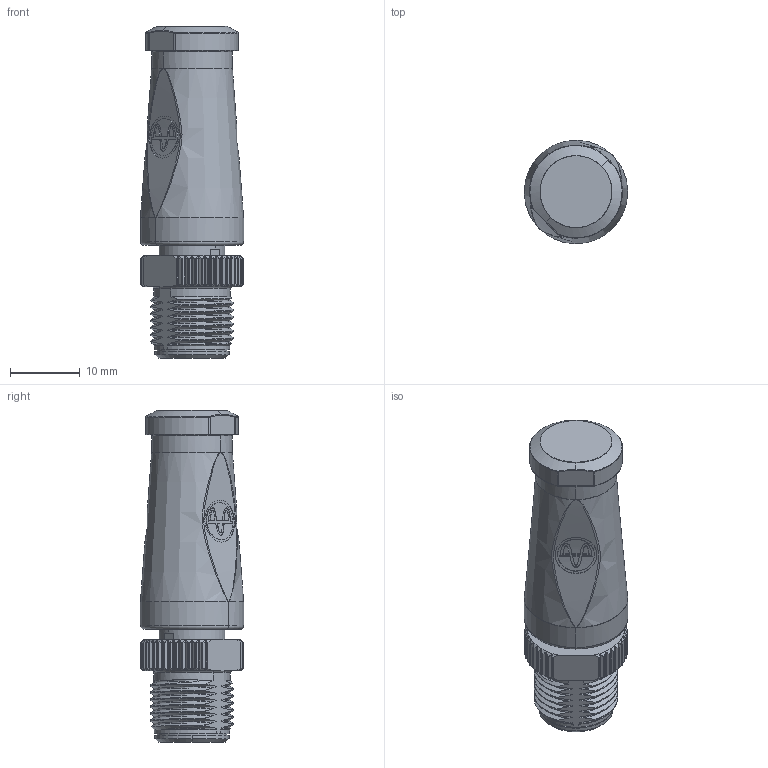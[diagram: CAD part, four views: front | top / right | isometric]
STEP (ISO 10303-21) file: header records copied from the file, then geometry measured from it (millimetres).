
FILE_DESCRIPTION (( 'STEP AP214' ), '1' );
FILE_NAME ('Customer-P2096A0110-M12MS-4DF-Yamaichi.STEP', '2020-09-30T14:46:51', ( '' ), ( '' ), 'SwSTEP 2.0', 'SolidWorks 2018', '' );
FILE_SCHEMA (( 'AUTOMOTIVE_DESIGN' ));
Length unit declared in the file: millimetre
Products named in the file (1): Customer-P2096A0110-M12MS-4DF-Yamaichi
Bounding box: 14.75 x 14.75 x 47.5 mm (x, y, z)
Volume: 5592.2 mm3; surface area: 2893.1 mm2
Topology: 1 solids, 1 shells, 1053 faces, 2433 edges, 1350 vertices
Faces by surface type: bspline 314, cylinder 262, sphere 186, plane 133, torus 130, cone 28
Entity records: 61009 total; most frequent: CARTESIAN_POINT 35695, ORIENTED_EDGE 4742, DIRECTION 4206, EDGE_CURVE 2371, AXIS2_PLACEMENT_3D 1841, VERTEX_POINT 1346, CIRCLE 1101, EDGE_LOOP 1079
